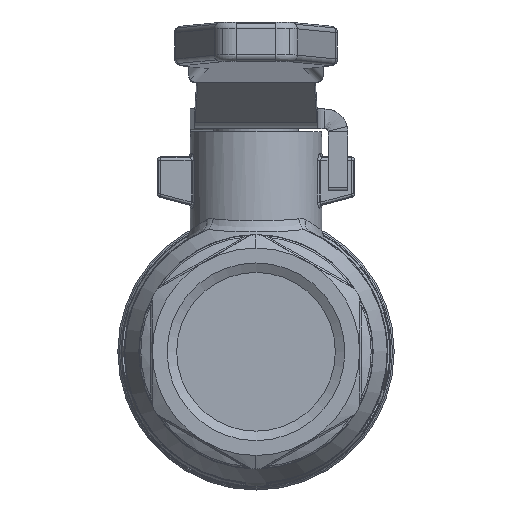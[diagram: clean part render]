
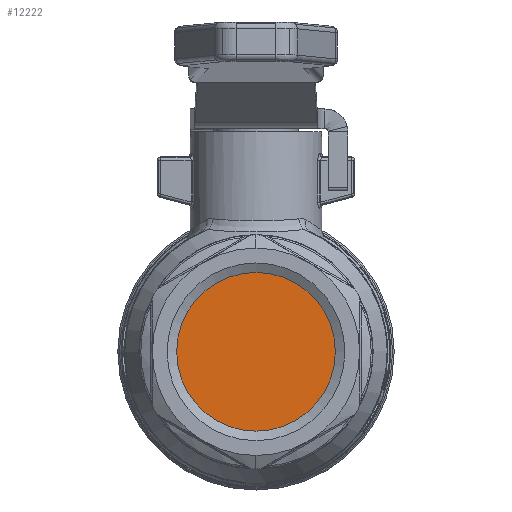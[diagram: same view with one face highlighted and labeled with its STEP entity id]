
A CAD part, left-side view. The second image highlights one B-rep face of the part: STEP entity #12222.
In plain terms, the highlighted planar face has unit normal (-1, 0, 0).
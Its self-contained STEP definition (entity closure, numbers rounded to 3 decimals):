
#12197=CARTESIAN_POINT('',(-19.525,-0.,-0.));
#12198=DIRECTION('',(-1.,-0.,-0.));
#12199=DIRECTION('',(-0.,0.,1.));
#12200=AXIS2_PLACEMENT_3D('',#12197,#12198,#12199);
#12201=PLANE('',#12200);
#12202=CARTESIAN_POINT('',(-19.525,0.,12.059));
#12203=VERTEX_POINT('',#12202);
#12204=CARTESIAN_POINT('',(-19.525,0.,-12.059));
#12205=VERTEX_POINT('',#12204);
#12206=CARTESIAN_POINT('',(-19.525,0.,-0.));
#12207=DIRECTION('',(1.,0.,0.));
#12208=DIRECTION('',(0.,-0.,-1.));
#12209=AXIS2_PLACEMENT_3D('',#12206,#12207,#12208);
#12210=CIRCLE('',#12209,12.059);
#12211=EDGE_CURVE('',#12203,#12205,#12210,.T.);
#12212=ORIENTED_EDGE('',*,*,#12211,.F.);
#12213=CARTESIAN_POINT('',(-19.525,0.,-0.));
#12214=DIRECTION('',(1.,0.,0.));
#12215=DIRECTION('',(0.,-0.,-1.));
#12216=AXIS2_PLACEMENT_3D('',#12213,#12214,#12215);
#12217=CIRCLE('',#12216,12.059);
#12218=EDGE_CURVE('',#12205,#12203,#12217,.T.);
#12219=ORIENTED_EDGE('',*,*,#12218,.F.);
#12220=EDGE_LOOP('',(#12212,#12219));
#12221=FACE_BOUND('',#12220,.T.);
#12222=ADVANCED_FACE('',(#12221),#12201,.T.);
